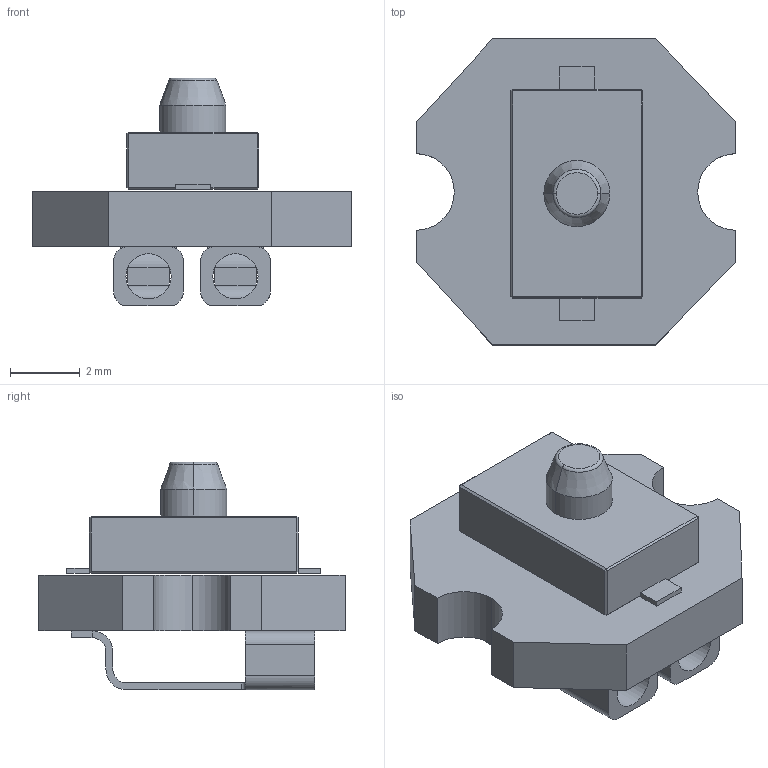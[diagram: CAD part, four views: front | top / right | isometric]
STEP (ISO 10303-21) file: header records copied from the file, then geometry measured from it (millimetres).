
FILE_DESCRIPTION(('KiCad electronic assembly'),'2;1');
FILE_NAME('TouchPointV1.step','2020-05-09T15:47:18',('An Author'),( 'A Company'),'Open CASCADE STEP processor 6.9', 'KiCad to STEP converter','Unknown');
FILE_SCHEMA(('AUTOMOTIVE_DESIGN { 1 0 10303 214 1 1 1 1 }'));
Length unit declared in the file: millimetre
Products named in the file (6): Open CASCADE STEP translator 6.9 1; AVX-70-9296-001-017-006_70-9296-001-017-006; SOLID; SwitchModel; COMPOUND
Assembly tree (6 placements, depth 3):
  Open CASCADE STEP translator 6.9 1
    AVX-70-9296-001-017-006_70-9296-001-017-006  x2
      SOLID
    SwitchModel
      COMPOUND
    COMPOUND
Bounding box: 9.2 x 8.8 x 6.55 mm (x, y, z)
Volume: 158.3 mm3; surface area: 364.9 mm2
Topology: 7 solids, 7 shells, 199 faces, 499 edges, 318 vertices
Faces by surface type: plane 164, cylinder 31, torus 2, cone 2
Entity records: 8031 total; most frequent: CARTESIAN_POINT 1481, DIRECTION 1225, LINE 844, VECTOR 844, ORIENTED_EDGE 624, PCURVE 624, DEFINITIONAL_REPRESENTATION 624, EDGE_CURVE 312
